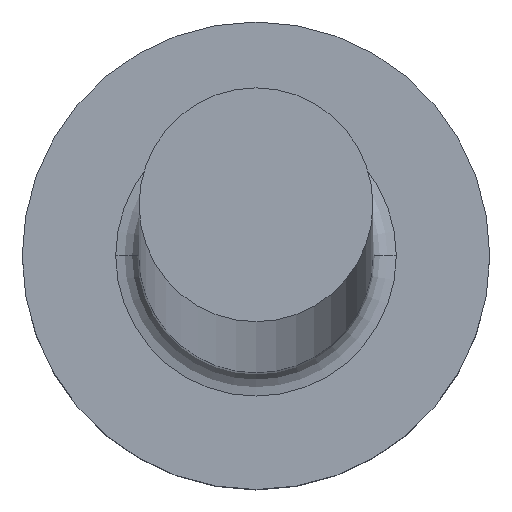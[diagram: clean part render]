
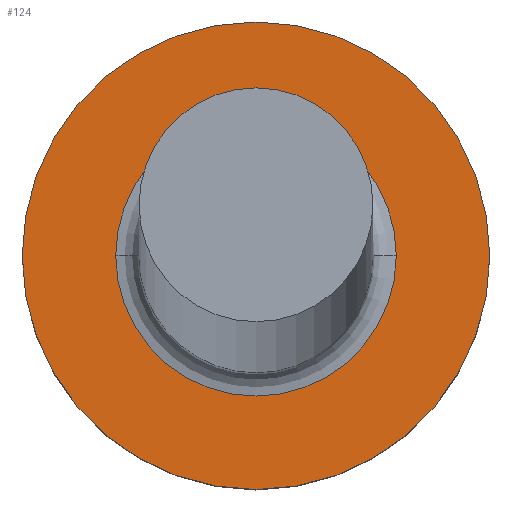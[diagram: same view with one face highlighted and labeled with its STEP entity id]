
A CAD part, top view. The second image highlights one B-rep face of the part: STEP entity #124.
In plain terms, the highlighted planar face has unit normal (0, 0, 1).
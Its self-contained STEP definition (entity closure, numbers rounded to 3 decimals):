
#18 = VERTEX_POINT ( 'NONE', #45 ) ;
#25 = DIRECTION ( 'NONE',  ( 0., 0., 1. ) ) ;
#37 = ORIENTED_EDGE ( 'NONE', *, *, #254, .T. ) ;
#43 = EDGE_LOOP ( 'NONE', ( #301, #140 ) ) ;
#45 = CARTESIAN_POINT ( 'NONE',  ( -1.2, 0., 2. ) ) ;
#57 = DIRECTION ( 'NONE',  ( 0., 0., -1. ) ) ;
#61 = EDGE_CURVE ( 'NONE', #18, #160, #76, .T. ) ;
#76 = CIRCLE ( 'NONE', #154, 1.2 ) ;
#78 = FACE_BOUND ( 'NONE', #114, .T. ) ;
#86 = DIRECTION ( 'NONE',  ( 1., 0., 0. ) ) ;
#93 = CARTESIAN_POINT ( 'NONE',  ( 0., 0., 2. ) ) ;
#94 = DIRECTION ( 'NONE',  ( 0., 0., 1. ) ) ;
#100 = DIRECTION ( 'NONE',  ( 1., 0., 0. ) ) ;
#114 = EDGE_LOOP ( 'NONE', ( #37, #231 ) ) ;
#118 = AXIS2_PLACEMENT_3D ( 'NONE', #289, #25, #100 ) ;
#120 = DIRECTION ( 'NONE',  ( 1., 0., 0. ) ) ;
#124 = ADVANCED_FACE ( 'NONE', ( #78, #142 ), #286, .T. ) ;
#140 = ORIENTED_EDGE ( 'NONE', *, *, #218, .T. ) ;
#142 = FACE_OUTER_BOUND ( 'NONE', #43, .T. ) ;
#145 = DIRECTION ( 'NONE',  ( 1., 0., 0. ) ) ;
#146 = CARTESIAN_POINT ( 'NONE',  ( -2., 0., 2. ) ) ;
#147 = CARTESIAN_POINT ( 'NONE',  ( 1.2, 0., 2. ) ) ;
#153 = VERTEX_POINT ( 'NONE', #146 ) ;
#154 = AXIS2_PLACEMENT_3D ( 'NONE', #93, #283, #86 ) ;
#155 = AXIS2_PLACEMENT_3D ( 'NONE', #236, #188, #145 ) ;
#160 = VERTEX_POINT ( 'NONE', #147 ) ;
#170 = DIRECTION ( 'NONE',  ( 1., 0., 0. ) ) ;
#175 = CIRCLE ( 'NONE', #268, 2. ) ;
#180 = CIRCLE ( 'NONE', #287, 1.2 ) ;
#188 = DIRECTION ( 'NONE',  ( 0., 0., 1. ) ) ;
#191 = CARTESIAN_POINT ( 'NONE',  ( 2., 0., 2. ) ) ;
#217 = CARTESIAN_POINT ( 'NONE',  ( 0., 0., 2. ) ) ;
#218 = EDGE_CURVE ( 'NONE', #227, #153, #292, .T. ) ;
#227 = VERTEX_POINT ( 'NONE', #191 ) ;
#231 = ORIENTED_EDGE ( 'NONE', *, *, #61, .T. ) ;
#236 = CARTESIAN_POINT ( 'NONE',  ( 0., 0., 2. ) ) ;
#250 = EDGE_CURVE ( 'NONE', #153, #227, #175, .T. ) ;
#254 = EDGE_CURVE ( 'NONE', #160, #18, #180, .T. ) ;
#257 = CARTESIAN_POINT ( 'NONE',  ( 0., 0., 2. ) ) ;
#268 = AXIS2_PLACEMENT_3D ( 'NONE', #217, #94, #170 ) ;
#283 = DIRECTION ( 'NONE',  ( 0., 0., -1. ) ) ;
#286 = PLANE ( 'NONE',  #118 ) ;
#287 = AXIS2_PLACEMENT_3D ( 'NONE', #257, #57, #120 ) ;
#289 = CARTESIAN_POINT ( 'NONE',  ( 0., 0., 2. ) ) ;
#292 = CIRCLE ( 'NONE', #155, 2. ) ;
#301 = ORIENTED_EDGE ( 'NONE', *, *, #250, .T. ) ;
